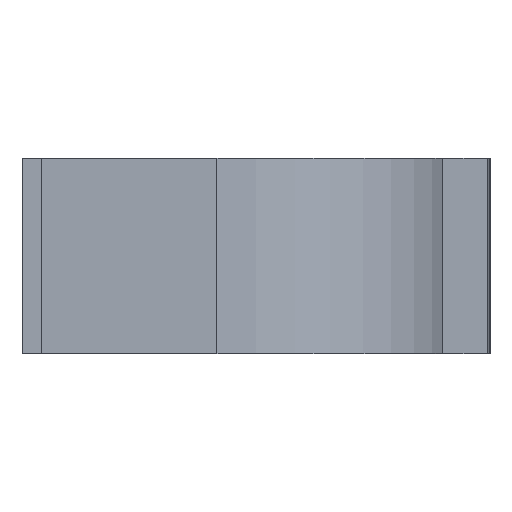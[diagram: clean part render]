
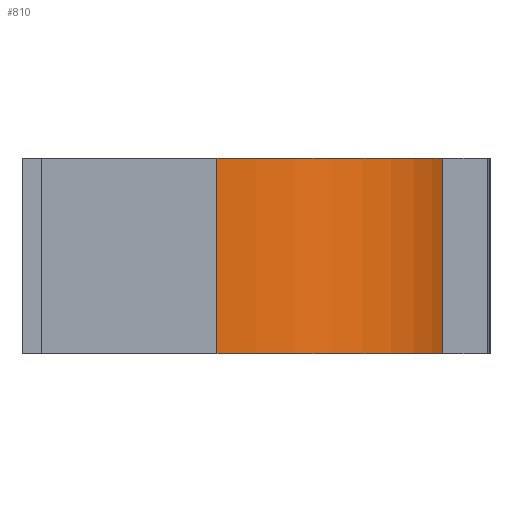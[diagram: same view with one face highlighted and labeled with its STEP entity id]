
A CAD part, left-side view. The second image highlights one B-rep face of the part: STEP entity #810.
In plain terms, the highlighted cylindrical face has radius 11.8 mm (diameter 23.6 mm), a partial arc.
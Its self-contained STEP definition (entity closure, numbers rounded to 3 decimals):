
#58=FACE_OUTER_BOUND('',#100,.T.);
#100=EDGE_LOOP('',(#669,#670,#671,#672));
#197=LINE('',#1323,#293);
#198=LINE('',#1325,#294);
#293=VECTOR('',#1051,10.);
#294=VECTOR('',#1054,10.);
#323=CIRCLE('',#845,11.8);
#344=CIRCLE('',#870,11.8);
#352=VERTEX_POINT('',#1154);
#353=VERTEX_POINT('',#1156);
#421=VERTEX_POINT('',#1300);
#422=VERTEX_POINT('',#1302);
#433=EDGE_CURVE('',#352,#353,#323,.T.);
#506=EDGE_CURVE('',#421,#422,#344,.T.);
#517=EDGE_CURVE('',#422,#352,#197,.T.);
#518=EDGE_CURVE('',#421,#353,#198,.T.);
#669=ORIENTED_EDGE('',*,*,#433,.F.);
#670=ORIENTED_EDGE('',*,*,#517,.F.);
#671=ORIENTED_EDGE('',*,*,#506,.F.);
#672=ORIENTED_EDGE('',*,*,#518,.T.);
#789=CYLINDRICAL_SURFACE('',#878,11.8);
#810=ADVANCED_FACE('',(#58),#789,.T.);
#845=AXIS2_PLACEMENT_3D('',#1157,#923,#924);
#870=AXIS2_PLACEMENT_3D('',#1303,#1025,#1026);
#878=AXIS2_PLACEMENT_3D('',#1324,#1052,#1053);
#923=DIRECTION('center_axis',(0.,0.,1.));
#924=DIRECTION('ref_axis',(-0.195,-0.981,0.));
#1025=DIRECTION('center_axis',(0.,0.,-1.));
#1026=DIRECTION('ref_axis',(-0.671,-0.742,0.));
#1051=DIRECTION('',(0.,0.,1.));
#1052=DIRECTION('center_axis',(0.,0.,-1.));
#1053=DIRECTION('ref_axis',(-0.195,-0.981,0.));
#1054=DIRECTION('',(0.,0.,1.));
#1154=CARTESIAN_POINT('',(-31.8,10.,5.));
#1156=CARTESIAN_POINT('',(-22.3,-1.574,5.));
#1157=CARTESIAN_POINT('Origin',(-20.,10.,5.));
#1300=CARTESIAN_POINT('',(-22.3,-1.574,-5.));
#1302=CARTESIAN_POINT('',(-31.8,10.,-5.));
#1303=CARTESIAN_POINT('Origin',(-20.,10.,-5.));
#1323=CARTESIAN_POINT('',(-31.8,10.,0.));
#1324=CARTESIAN_POINT('Origin',(-20.,10.,0.));
#1325=CARTESIAN_POINT('',(-22.3,-1.574,0.));
